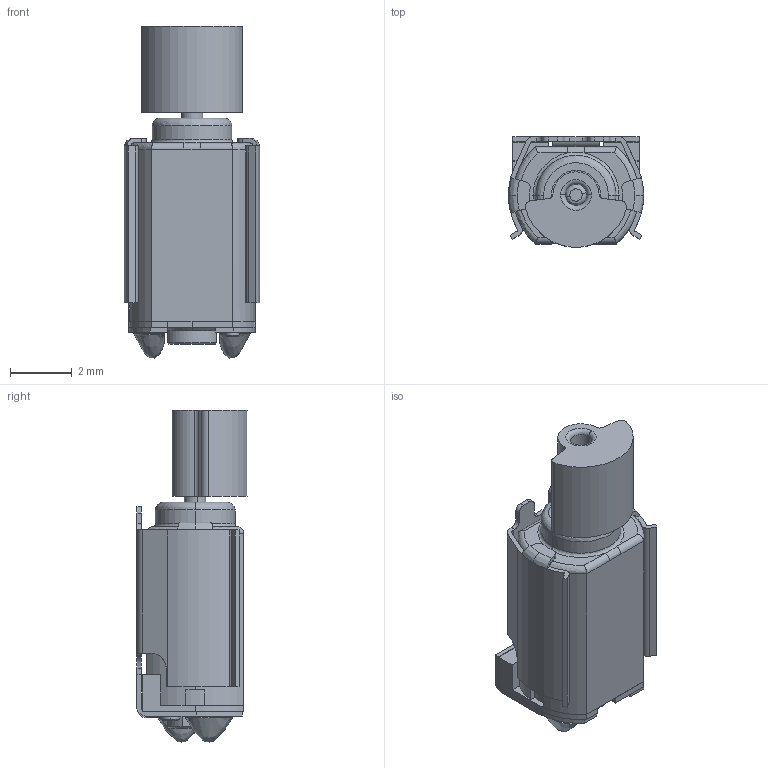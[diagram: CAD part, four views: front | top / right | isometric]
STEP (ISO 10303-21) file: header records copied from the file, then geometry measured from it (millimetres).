
FILE_DESCRIPTION(('FreeCAD Model'),'2;1');
FILE_NAME('Open CASCADE Shape Model','2024-01-04T15:09:42',('Author'),( ''),'Open CASCADE STEP processor 7.6','FreeCAD','Unknown');
FILE_SCHEMA(('AUTOMOTIVE_DESIGN { 1 0 10303 214 1 1 1 1 }'));
Length unit declared in the file: millimetre
Products named in the file (48): Z30C1T8219732L; ΢¿Ɵ1; ΢¿Ȗᴐ_1; ×ª×Ó×é¼þVZ43FM1B8230001L; VZ30C1T8219732L×ª×Ó×é¼þ; 4311ͺо_015; 4311ͺо_1; 4311ͺо_002; 4311ͺо_003; 4311ͺо_004; 4311ͺо_005; 4311ͺо_006; 4311ͺо_007; 4311ͺо_008; 4311ͺо_009; 4311ͺо_010; 4311ͺо_011; 4311ͺо_012; 4311ͺо_013; 4311ͺо_014; 4311͗¹۟1; 4311¸ÖÖá9.7_0.7_9.0; 4311ֻ·ؓ_006; 4311ֻ·ؓ_1; 4311ֻ·ؓ_002; 4311ֻ·ؓ_003; 4311ֻ·ؓ_004; 4311ֻ·ؓ_005; »ù°å_(3.3)003; »ù°å_(3.3); »ù°å_(3.3)001; »ù°å_(3.3)002; º¸Ͻµ❱; ֧¼۟004; ֧¼۟2; ֧¼۟003; ´ÅÌú; µ苢_003; µ苢_; µ苢_001 ...
Assembly tree (54 placements, depth 5):
  Z30C1T8219732L
    ΢¿Ɵ1
    ΢¿Ȗᴐ_1
    ×ª×Ó×é¼þVZ43FM1B8230001L
      VZ30C1T8219732L×ª×Ó×é¼þ
        4311ͺо_015
          4311ͺо_1
          4311ͺо_002
          4311ͺо_003
          4311ͺо_004
          4311ͺо_005
          4311ͺо_006
          4311ͺо_007
          4311ͺо_008
          4311ͺо_009
          4311ͺо_010
          4311ͺо_011
          4311ͺо_012
          4311ͺо_013
          4311ͺо_014
        4311͗¹۟1
        4311¸ÖÖá9.7_0.7_9.0
        4311ֻ·ؓ_006
          4311ֻ·ؓ_1
          4311ֻ·ؓ_002
          4311ֻ·ؓ_003
          4311ֻ·ؓ_004
          4311ֻ·ؓ_005
    »ù°å_(3.3)003
      »ù°å_(3.3)
      »ù°å_(3.3)001
      »ù°å_(3.3)002
    º¸Ͻµ❱  x2
    ֧¼۟004
      ֧¼۟2
      ֧¼۟003
    ´ÅÌú  x2
    µ苢_003
      µ苢_
      µ苢_001
      µ苢_002
    µ苢_007
      µ苢_
      µ苢_001
      µ苢_002
    Ïß°ü  x3
    »ù°åÖá³Ð
    ֱ¶¯Ö
    VZ30C1T8219732Lº¸Ͻ¶̗Ѳ002
      VZ30C1T8219732Lº¸Ͻ¶̗Ѳ
      VZ30C1T8219732Lº¸Ͻ¶̗Ѳ001
Bounding box: 4.4 x 3.59 x 10.79 mm (x, y, z)
Volume: 79.7 mm3; surface area: 703.7 mm2
Topology: 45 solids, 45 shells, 1522 faces, 4169 edges, 2748 vertices
Faces by surface type: cylinder 820, plane 517, bspline 152, cone 29, torus 4
Entity records: 52457 total; most frequent: CARTESIAN_POINT 13956, DIRECTION 8010, ORIENTED_EDGE 7932, EDGE_CURVE 3966, AXIS2_PLACEMENT_3D 3052, VERTEX_POINT 2617, LINE 1906, VECTOR 1906
